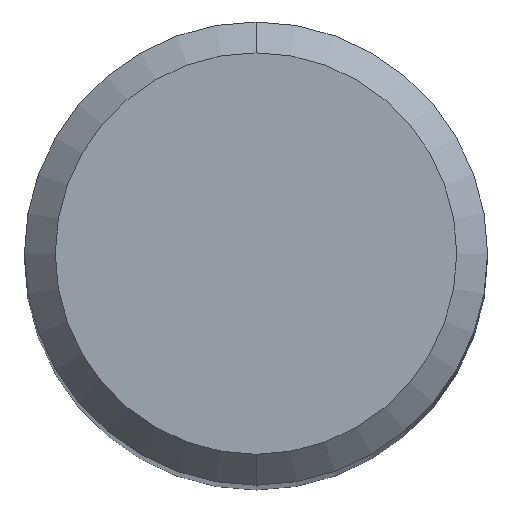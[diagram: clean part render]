
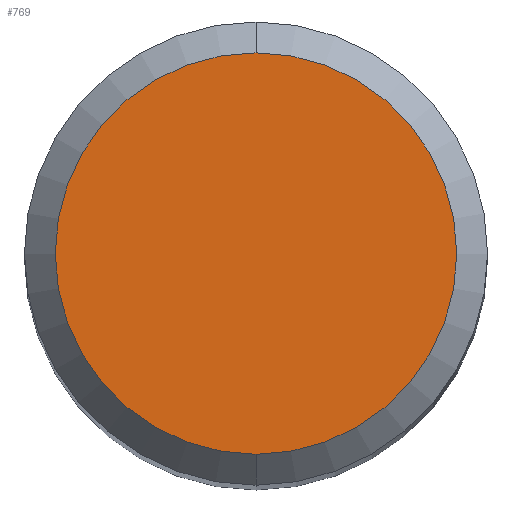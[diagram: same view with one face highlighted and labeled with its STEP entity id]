
A CAD part, top view. The second image highlights one B-rep face of the part: STEP entity #769.
In plain terms, the highlighted planar face has unit normal (0, 0, 1).
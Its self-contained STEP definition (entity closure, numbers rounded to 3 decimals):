
#391=VERTEX_POINT('',#924);
#415=EDGE_CURVE('',#391,#561,#948,.T.);
#561=VERTEX_POINT('',#1110);
#695=EDGE_CURVE('',#561,#391,#1260,.T.);
#769=ADVANCED_FACE('',(#1337),#1338,.T.);
#924=CARTESIAN_POINT('',(0.0,2.6,0.0));
#948=CIRCLE('',#2198,2.6);
#1110=CARTESIAN_POINT('',(0.,-2.6,0.0));
#1260=CIRCLE('',#5838,2.6);
#1337=FACE_OUTER_BOUND('',#6778,.T.);
#1338=PLANE('',#6779);
#2198=AXIS2_PLACEMENT_3D('',#7040,#7041,#7042);
#5838=AXIS2_PLACEMENT_3D('',#7385,#7386,#7387);
#6778=EDGE_LOOP('',(#7453,#7454));
#6779=AXIS2_PLACEMENT_3D('',#7455,#7456,#7457);
#7040=CARTESIAN_POINT('',(0.0,0.0,0.0));
#7041=DIRECTION('',(0.0,0.0,-1.0));
#7042=DIRECTION('',(0.0,1.0,0.0));
#7385=CARTESIAN_POINT('',(0.0,0.0,0.0));
#7386=DIRECTION('',(0.0,0.0,-1.0));
#7387=DIRECTION('',(0.0,1.0,0.0));
#7453=ORIENTED_EDGE('',*,*,#415,.F.);
#7454=ORIENTED_EDGE('',*,*,#695,.F.);
#7455=CARTESIAN_POINT('',(0.0,1.3,0.0));
#7456=DIRECTION('',(-0.0,0.0,1.0));
#7457=DIRECTION('',(0.0,-1.0,0.0));
